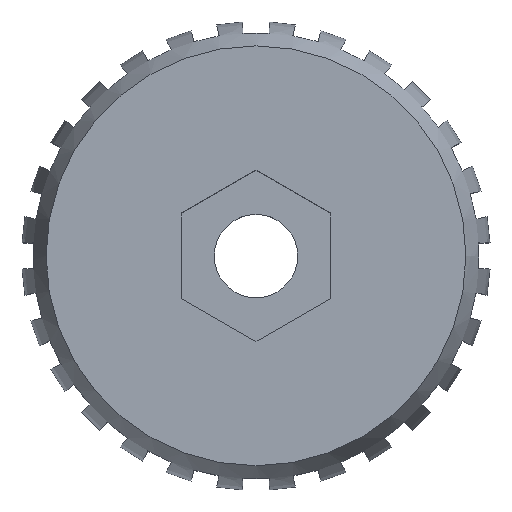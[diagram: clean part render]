
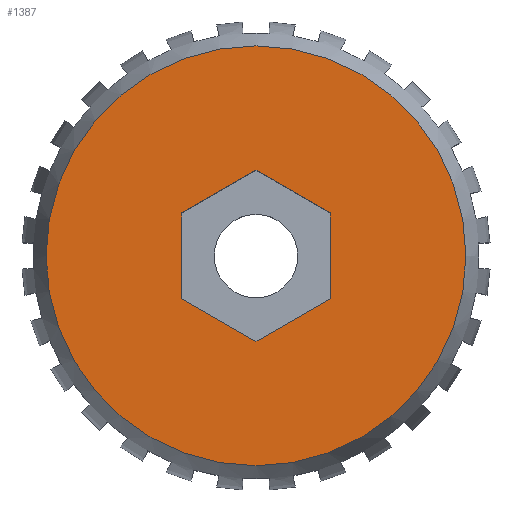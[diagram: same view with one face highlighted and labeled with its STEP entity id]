
A CAD part, top view. The second image highlights one B-rep face of the part: STEP entity #1387.
In plain terms, the highlighted planar face has unit normal (0, 0, 1).
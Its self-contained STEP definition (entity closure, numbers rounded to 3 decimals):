
#134 = VERTEX_POINT('',#135);
#135 = CARTESIAN_POINT('',(-2.85,1.645,8.));
#143 = VERTEX_POINT('',#144);
#144 = CARTESIAN_POINT('',(-2.85,-1.645,8.));
#150 = EDGE_CURVE('',#134,#143,#151,.T.);
#151 = LINE('',#152,#153);
#152 = CARTESIAN_POINT('',(-2.85,1.645,8.));
#153 = VECTOR('',#154,1.);
#154 = DIRECTION('',(0.,-1.,0.));
#165 = VERTEX_POINT('',#166);
#166 = CARTESIAN_POINT('',(0.,3.291,8.));
#174 = EDGE_CURVE('',#165,#134,#175,.T.);
#175 = LINE('',#176,#177);
#176 = CARTESIAN_POINT('',(0.,3.291,8.));
#177 = VECTOR('',#178,1.);
#178 = DIRECTION('',(-0.866,-0.5,0.));
#191 = VERTEX_POINT('',#192);
#192 = CARTESIAN_POINT('',(0.,-3.291,8.));
#198 = EDGE_CURVE('',#143,#191,#199,.T.);
#199 = LINE('',#200,#201);
#200 = CARTESIAN_POINT('',(-2.85,-1.645,8.));
#201 = VECTOR('',#202,1.);
#202 = DIRECTION('',(0.866,-0.5,0.));
#213 = VERTEX_POINT('',#214);
#214 = CARTESIAN_POINT('',(2.85,1.645,8.));
#222 = EDGE_CURVE('',#213,#165,#223,.T.);
#223 = LINE('',#224,#225);
#224 = CARTESIAN_POINT('',(2.85,1.645,8.));
#225 = VECTOR('',#226,1.);
#226 = DIRECTION('',(-0.866,0.5,0.));
#239 = VERTEX_POINT('',#240);
#240 = CARTESIAN_POINT('',(2.85,-1.645,8.));
#246 = EDGE_CURVE('',#191,#239,#247,.T.);
#247 = LINE('',#248,#249);
#248 = CARTESIAN_POINT('',(0.,-3.291,8.));
#249 = VECTOR('',#250,1.);
#250 = DIRECTION('',(0.866,0.5,0.));
#263 = EDGE_CURVE('',#239,#213,#264,.T.);
#264 = LINE('',#265,#266);
#265 = CARTESIAN_POINT('',(2.85,-1.645,8.));
#266 = VECTOR('',#267,1.);
#267 = DIRECTION('',(0.,1.,0.));
#315 = VERTEX_POINT('',#316);
#316 = CARTESIAN_POINT('',(8.062,0.,8.));
#323 = EDGE_CURVE('',#315,#315,#324,.T.);
#324 = CIRCLE('',#325,8.062);
#325 = AXIS2_PLACEMENT_3D('',#326,#327,#328);
#326 = CARTESIAN_POINT('',(0.,0.,8.));
#327 = DIRECTION('',(0.,0.,-1.));
#328 = DIRECTION('',(1.,0.,0.));
#1387 = ADVANCED_FACE('',(#1388,#1391),#1399,.F.);
#1388 = FACE_BOUND('',#1389,.T.);
#1389 = EDGE_LOOP('',(#1390));
#1390 = ORIENTED_EDGE('',*,*,#323,.F.);
#1391 = FACE_BOUND('',#1392,.T.);
#1392 = EDGE_LOOP('',(#1393,#1394,#1395,#1396,#1397,#1398));
#1393 = ORIENTED_EDGE('',*,*,#150,.F.);
#1394 = ORIENTED_EDGE('',*,*,#174,.F.);
#1395 = ORIENTED_EDGE('',*,*,#222,.F.);
#1396 = ORIENTED_EDGE('',*,*,#263,.F.);
#1397 = ORIENTED_EDGE('',*,*,#246,.F.);
#1398 = ORIENTED_EDGE('',*,*,#198,.F.);
#1399 = PLANE('',#1400);
#1400 = AXIS2_PLACEMENT_3D('',#1401,#1402,#1403);
#1401 = CARTESIAN_POINT('',(0.,0.,8.));
#1402 = DIRECTION('',(0.,0.,-1.));
#1403 = DIRECTION('',(1.,0.,0.));
